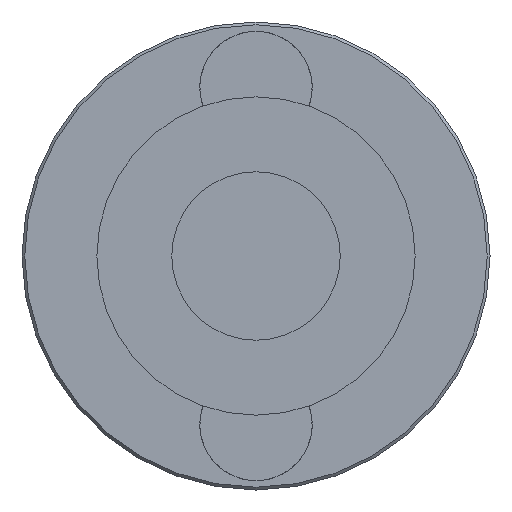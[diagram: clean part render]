
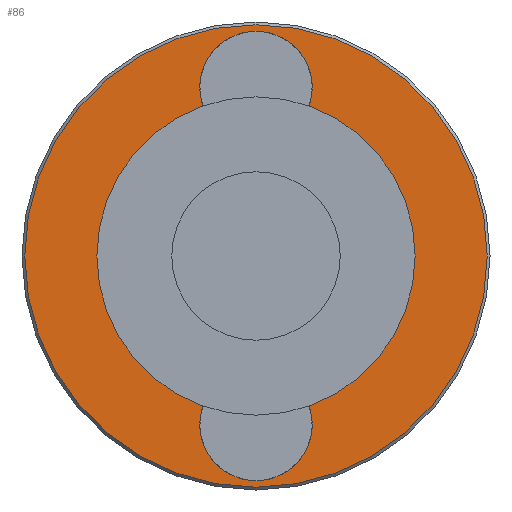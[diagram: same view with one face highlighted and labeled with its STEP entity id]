
A CAD part, left-side view. The second image highlights one B-rep face of the part: STEP entity #86.
In plain terms, the highlighted planar face has unit normal (-1, 0, 0).
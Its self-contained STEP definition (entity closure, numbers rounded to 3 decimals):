
#86 = ADVANCED_FACE( '', ( #198, #199 ), #200, .T. );
#198 = FACE_BOUND( '', #337, .T. );
#199 = FACE_OUTER_BOUND( '', #338, .T. );
#200 = PLANE( '', #339 );
#337 = EDGE_LOOP( '', ( #744, #745, #746, #747 ) );
#338 = EDGE_LOOP( '', ( #748 ) );
#339 = AXIS2_PLACEMENT_3D( '', #749, #750, #751 );
#744 = ORIENTED_EDGE( '', *, *, #951, .T. );
#745 = ORIENTED_EDGE( '', *, *, #986, .F. );
#746 = ORIENTED_EDGE( '', *, *, #938, .T. );
#747 = ORIENTED_EDGE( '', *, *, #987, .F. );
#748 = ORIENTED_EDGE( '', *, *, #954, .T. );
#749 = CARTESIAN_POINT( '', ( -16.5, 0., 14.4 ) );
#750 = DIRECTION( '', ( -1., 0., 0. ) );
#751 = DIRECTION( '', ( 0., 0., 1. ) );
#938 = EDGE_CURVE( '', #1037, #1045, #1047, .T. );
#951 = EDGE_CURVE( '', #1060, #1068, #1070, .T. );
#954 = EDGE_CURVE( '', #1074, #1074, #1075, .T. );
#986 = EDGE_CURVE( '', #1037, #1068, #1130, .T. );
#987 = EDGE_CURVE( '', #1060, #1045, #1131, .T. );
#1037 = VERTEX_POINT( '', #1187 );
#1045 = VERTEX_POINT( '', #1197 );
#1047 = CIRCLE( '', #1199, 6. );
#1060 = VERTEX_POINT( '', #1212 );
#1068 = VERTEX_POINT( '', #1222 );
#1070 = CIRCLE( '', #1224, 6. );
#1074 = VERTEX_POINT( '', #1228 );
#1075 = CIRCLE( '', #1229, 24.7 );
#1130 = CIRCLE( '', #1490, 14.4 );
#1131 = CIRCLE( '', #1491, 14.4 );
#1187 = CARTESIAN_POINT( '', ( -16.5, 4.245, 13.76 ) );
#1197 = CARTESIAN_POINT( '', ( -16.5, -4.245, 13.76 ) );
#1199 = AXIS2_PLACEMENT_3D( '', #1684, #1685, #1686 );
#1212 = CARTESIAN_POINT( '', ( -16.5, -4.245, -13.76 ) );
#1222 = CARTESIAN_POINT( '', ( -16.5, 4.245, -13.76 ) );
#1224 = AXIS2_PLACEMENT_3D( '', #1710, #1711, #1712 );
#1228 = CARTESIAN_POINT( '', ( -16.5, 0., 24.7 ) );
#1229 = AXIS2_PLACEMENT_3D( '', #1716, #1717, #1718 );
#1490 = AXIS2_PLACEMENT_3D( '', #1751, #1752, #1753 );
#1491 = AXIS2_PLACEMENT_3D( '', #1754, #1755, #1756 );
#1684 = CARTESIAN_POINT( '', ( -16.5, 0., 18. ) );
#1685 = DIRECTION( '', ( 1., 0., 0. ) );
#1686 = DIRECTION( '', ( 0., 0., -1. ) );
#1710 = CARTESIAN_POINT( '', ( -16.5, 0., -18. ) );
#1711 = DIRECTION( '', ( 1., 0., 0. ) );
#1712 = DIRECTION( '', ( 0., 0., 1. ) );
#1716 = CARTESIAN_POINT( '', ( -16.5, 0., 0. ) );
#1717 = DIRECTION( '', ( -1., 0., 0. ) );
#1718 = DIRECTION( '', ( 0., 0., 1. ) );
#1751 = CARTESIAN_POINT( '', ( -16.5, 0., 0. ) );
#1752 = DIRECTION( '', ( -1., 0., 0. ) );
#1753 = DIRECTION( '', ( 0., 0., 1. ) );
#1754 = CARTESIAN_POINT( '', ( -16.5, 0., 0. ) );
#1755 = DIRECTION( '', ( -1., 0., 0. ) );
#1756 = DIRECTION( '', ( 0., 0., 1. ) );
